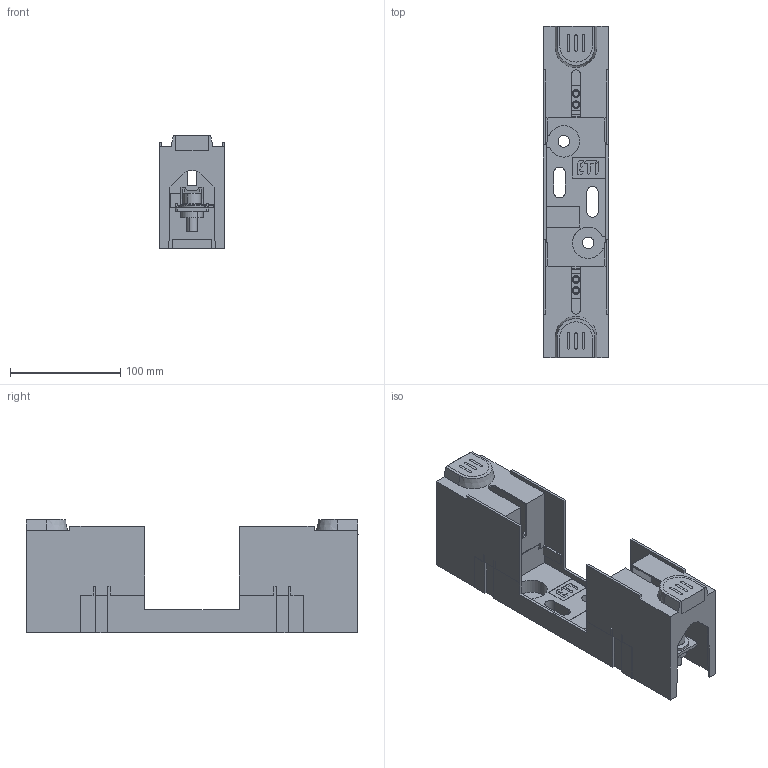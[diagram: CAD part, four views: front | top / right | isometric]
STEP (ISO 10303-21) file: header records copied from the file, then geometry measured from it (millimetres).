
FILE_DESCRIPTION((''),'2;1');
FILE_NAME('U1611300_L_NH-SICHERUNGSUNTERTE_ASM','2021-04-15T',('marketing.praksa'),('Audax d.o.o.'),'CREO PARAMETRIC BY PTC INC, 2017480','CREO PARAMETRIC BY PTC INC, 2017480','');
FILE_SCHEMA(('AUTOMOTIVE_DESIGN { 1 0 10303 214 1 1 1 1 }'));
Length unit declared in the file: millimetre
Products named in the file (11): 158591_ANSCHLUSSLASCHE_GR__2__1; 60240_SETZMUTTER_M10; 804845_LASCHE_MIT_SETZMUTTER_M1_ASM; 158588_L_KONTAKT_GR12; 65305_ZYL_SCHRAUBE_M__INNENSECH; 66903_SPANNSCHEIBE_DIN6796_-10; 34146_L01_KONTAKTABDECKUNG_GR1; 34153_L01_CLIP; 34144_L01_ISOLIERSOCKEL_GR12_15; PRT0114; U1611300_L_NH-SICHERUNGSUNTERTE_ASM
Assembly tree (16 placements, depth 3):
  U1611300_L_NH-SICHERUNGSUNTERTE_ASM
    804845_LASCHE_MIT_SETZMUTTER_M1_ASM  x2
      158591_ANSCHLUSSLASCHE_GR__2__1
      60240_SETZMUTTER_M10
    158588_L_KONTAKT_GR12  x2
    65305_ZYL_SCHRAUBE_M__INNENSECH  x2
    66903_SPANNSCHEIBE_DIN6796_-10  x2
    34146_L01_KONTAKTABDECKUNG_GR1  x2
    34153_L01_CLIP  x2
    34144_L01_ISOLIERSOCKEL_GR12_15
    PRT0114
Bounding box: 59 x 301.11 x 102.94 mm (x, y, z)
Volume: 369208 mm3; surface area: 192939.4 mm2
Topology: 18 solids, 18 shells, 753 faces, 2077 edges, 1387 vertices
Faces by surface type: plane 501, cylinder 200, cone 36, torus 16
Entity records: 26263 total; most frequent: CARTESIAN_POINT 3157, ORIENTED_EDGE 3032, DIRECTION 2982, PRESENTATION_STYLE_ASSIGNMENT 1922, STYLED_ITEM 1922, EDGE_CURVE 1516, CURVE_STYLE 1372, VECTOR 1176
